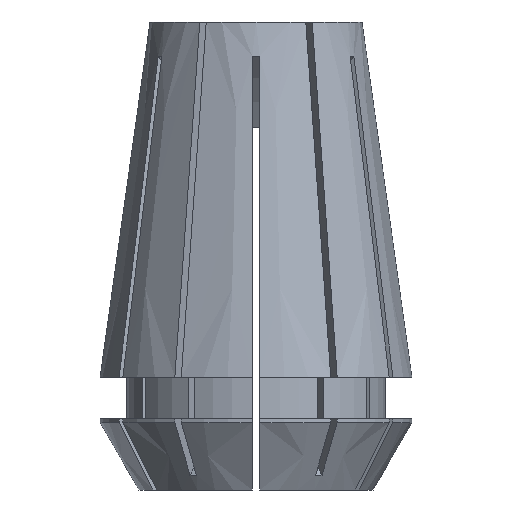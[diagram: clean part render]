
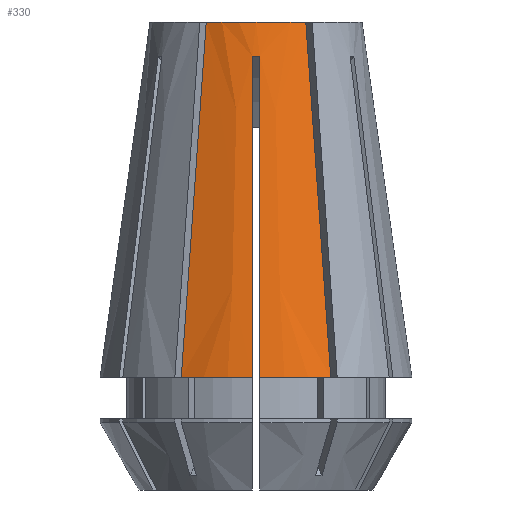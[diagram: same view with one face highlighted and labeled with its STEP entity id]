
A CAD part, front view. The second image highlights one B-rep face of the part: STEP entity #330.
In plain terms, the highlighted conical face has half-angle 8 degrees and reference radius 10.5 mm.
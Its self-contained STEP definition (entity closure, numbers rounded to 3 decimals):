
#13 = CARTESIAN_POINT ( 'NONE',  ( 0., 0., -23.9 ) ) ;
#70 = CARTESIAN_POINT ( 'NONE',  ( -0.25, -7.461, -2.303 ) ) ;
#84 = CARTESIAN_POINT ( 'NONE',  ( 0.25, -7.461, -2.303 ) ) ;
#104 = B_SPLINE_CURVE_WITH_KNOTS ( 'NONE', 3,
 ( #2490, #1834, #3059, #1203, #3372, #2468, #980 ),
 .UNSPECIFIED., .F., .F.,
 ( 4, 3, 4 ),
 ( 0., 0.013, 0.024 ),
 .UNSPECIFIED. ) ;
#141 = CARTESIAN_POINT ( 'NONE',  ( -0.25, -7.461, -2.303 ) ) ;
#189 = CARTESIAN_POINT ( 'NONE',  ( 0.25, -7.461, -2.303 ) ) ;
#269 = AXIS2_PLACEMENT_3D ( 'NONE', #2894, #3213, #3205 ) ;
#321 = CARTESIAN_POINT ( 'NONE',  ( -0.25, -10.497, -23.9 ) ) ;
#330 = ADVANCED_FACE ( 'NONE', ( #466 ), #806, .T. ) ;
#426 = CARTESIAN_POINT ( 'NONE',  ( -4.763, -8.75, -20.072 ) ) ;
#466 = FACE_OUTER_BOUND ( 'NONE', #2935, .T. ) ;
#546 = DIRECTION ( 'NONE',  ( 1., 0., 0. ) ) ;
#571 = ORIENTED_EDGE ( 'NONE', *, *, #833, .T. ) ;
#603 = DIRECTION ( 'NONE',  ( -1., 0., 0. ) ) ;
#605 = CARTESIAN_POINT ( 'NONE',  ( -0.25, -7.461, -2.303 ) ) ;
#806 = CONICAL_SURFACE ( 'NONE', #2774, 10.5, 0.14 ) ;
#833 = EDGE_CURVE ( 'NONE', #3929, #2759, #1875, .T. ) ;
#880 = EDGE_CURVE ( 'NONE', #2759, #1853, #2440, .T. ) ;
#959 = CARTESIAN_POINT ( 'NONE',  ( 5.032, -9.216, -23.9 ) ) ;
#980 = CARTESIAN_POINT ( 'NONE',  ( 5.032, -9.216, -23.9 ) ) ;
#1004 = AXIS2_PLACEMENT_3D ( 'NONE', #1495, #3669, #546 ) ;
#1029 = CARTESIAN_POINT ( 'NONE',  ( 0., 0., -23.9 ) ) ;
#1049 = CARTESIAN_POINT ( 'NONE',  ( 0.25, -9.485, -16.701 ) ) ;
#1077 = CARTESIAN_POINT ( 'NONE',  ( -5.032, -9.216, -23.9 ) ) ;
#1167 = ORIENTED_EDGE ( 'NONE', *, *, #2226, .T. ) ;
#1203 = CARTESIAN_POINT ( 'NONE',  ( 4.225, -7.818, -12.415 ) ) ;
#1234 = ORIENTED_EDGE ( 'NONE', *, *, #3525, .T. ) ;
#1295 = ORIENTED_EDGE ( 'NONE', *, *, #880, .T. ) ;
#1434 = CARTESIAN_POINT ( 'NONE',  ( -4.225, -7.818, -12.415 ) ) ;
#1495 = CARTESIAN_POINT ( 'NONE',  ( 0., 0., 0. ) ) ;
#1517 = ORIENTED_EDGE ( 'NONE', *, *, #3580, .T. ) ;
#1520 = CARTESIAN_POINT ( 'NONE',  ( -0.25, -10.497, -23.9 ) ) ;
#1658 = CARTESIAN_POINT ( 'NONE',  ( 0.25, -10.497, -23.9 ) ) ;
#1693 = CARTESIAN_POINT ( 'NONE',  ( 0.25, -7.461, -2.303 ) ) ;
#1834 = CARTESIAN_POINT ( 'NONE',  ( 3.643, -6.81, -4.138 ) ) ;
#1853 = VERTEX_POINT ( 'NONE', #141 ) ;
#1875 = CIRCLE ( 'NONE', #3822, 10.5 ) ;
#1878 = CARTESIAN_POINT ( 'NONE',  ( 0.083, -7.466, -2.299 ) ) ;
#1910 = CARTESIAN_POINT ( 'NONE',  ( 0.25, -10.497, -23.9 ) ) ;
#2066 = VERTEX_POINT ( 'NONE', #2176 ) ;
#2131 = ORIENTED_EDGE ( 'NONE', *, *, #3461, .F. ) ;
#2176 = CARTESIAN_POINT ( 'NONE',  ( 3.352, -6.306, 0. ) ) ;
#2216 = VERTEX_POINT ( 'NONE', #959 ) ;
#2226 = EDGE_CURVE ( 'NONE', #1853, #3599, #3204, .T. ) ;
#2293 = CARTESIAN_POINT ( 'NONE',  ( -4.494, -8.284, -16.244 ) ) ;
#2312 = CARTESIAN_POINT ( 'NONE',  ( -3.352, -6.306, 0. ) ) ;
#2389 = EDGE_CURVE ( 'NONE', #2835, #3599, #3761, .T. ) ;
#2440 = B_SPLINE_CURVE_WITH_KNOTS ( 'NONE', 3,
 ( #1520, #3696, #2474, #605 ),
 .UNSPECIFIED., .F., .F.,
 ( 4, 4 ),
 ( 0.014, 0.036 ),
 .UNSPECIFIED. ) ;
#2468 = CARTESIAN_POINT ( 'NONE',  ( 4.763, -8.75, -20.072 ) ) ;
#2472 = DIRECTION ( 'NONE',  ( 0., 0., -1. ) ) ;
#2474 = CARTESIAN_POINT ( 'NONE',  ( -0.25, -8.473, -9.502 ) ) ;
#2490 = CARTESIAN_POINT ( 'NONE',  ( 3.352, -6.306, 0. ) ) ;
#2759 = VERTEX_POINT ( 'NONE', #321 ) ;
#2774 = AXIS2_PLACEMENT_3D ( 'NONE', #13, #2472, #603 ) ;
#2835 = VERTEX_POINT ( 'NONE', #1910 ) ;
#2859 = DIRECTION ( 'NONE',  ( 0., 0., 1. ) ) ;
#2894 = CARTESIAN_POINT ( 'NONE',  ( 0., 0., -23.9 ) ) ;
#2932 = CIRCLE ( 'NONE', #1004, 7.141 ) ;
#2933 = CARTESIAN_POINT ( 'NONE',  ( -3.934, -7.314, -8.277 ) ) ;
#2935 = EDGE_LOOP ( 'NONE', ( #3271, #2131, #1517, #571, #1295, #1167, #3045, #1234 ) ) ;
#3028 = DIRECTION ( 'NONE',  ( 1., 0., 0. ) ) ;
#3045 = ORIENTED_EDGE ( 'NONE', *, *, #2389, .F. ) ;
#3059 = CARTESIAN_POINT ( 'NONE',  ( 3.934, -7.314, -8.277 ) ) ;
#3181 = EDGE_CURVE ( 'NONE', #2066, #2216, #104, .T. ) ;
#3204 = B_SPLINE_CURVE_WITH_KNOTS ( 'NONE', 3,
 ( #70, #3490, #1878, #84 ),
 .UNSPECIFIED., .F., .F.,
 ( 4, 4 ),
 ( 0., 0.001 ),
 .UNSPECIFIED. ) ;
#3205 = DIRECTION ( 'NONE',  ( 1., 0., 0. ) ) ;
#3213 = DIRECTION ( 'NONE',  ( 0., 0., 1. ) ) ;
#3271 = ORIENTED_EDGE ( 'NONE', *, *, #3181, .F. ) ;
#3360 = VERTEX_POINT ( 'NONE', #3638 ) ;
#3372 = CARTESIAN_POINT ( 'NONE',  ( 4.494, -8.284, -16.244 ) ) ;
#3461 = EDGE_CURVE ( 'NONE', #3360, #2066, #2932, .T. ) ;
#3490 = CARTESIAN_POINT ( 'NONE',  ( -0.083, -7.466, -2.299 ) ) ;
#3525 = EDGE_CURVE ( 'NONE', #2835, #2216, #3897, .T. ) ;
#3579 = CARTESIAN_POINT ( 'NONE',  ( -3.643, -6.81, -4.138 ) ) ;
#3580 = EDGE_CURVE ( 'NONE', #3360, #3929, #3889, .T. ) ;
#3599 = VERTEX_POINT ( 'NONE', #1693 ) ;
#3613 = CARTESIAN_POINT ( 'NONE',  ( -5.032, -9.216, -23.9 ) ) ;
#3638 = CARTESIAN_POINT ( 'NONE',  ( -3.352, -6.306, 0. ) ) ;
#3669 = DIRECTION ( 'NONE',  ( 0., 0., 1. ) ) ;
#3696 = CARTESIAN_POINT ( 'NONE',  ( -0.25, -9.485, -16.701 ) ) ;
#3761 = B_SPLINE_CURVE_WITH_KNOTS ( 'NONE', 3,
 ( #1658, #1049, #3908, #189 ),
 .UNSPECIFIED., .F., .F.,
 ( 4, 4 ),
 ( 0.014, 0.036 ),
 .UNSPECIFIED. ) ;
#3822 = AXIS2_PLACEMENT_3D ( 'NONE', #1029, #2859, #3028 ) ;
#3889 = B_SPLINE_CURVE_WITH_KNOTS ( 'NONE', 3,
 ( #2312, #3579, #2933, #1434, #2293, #426, #1077 ),
 .UNSPECIFIED., .F., .F.,
 ( 4, 3, 4 ),
 ( 0., 0.013, 0.024 ),
 .UNSPECIFIED. ) ;
#3897 = CIRCLE ( 'NONE', #269, 10.5 ) ;
#3908 = CARTESIAN_POINT ( 'NONE',  ( 0.25, -8.473, -9.502 ) ) ;
#3929 = VERTEX_POINT ( 'NONE', #3613 ) ;
